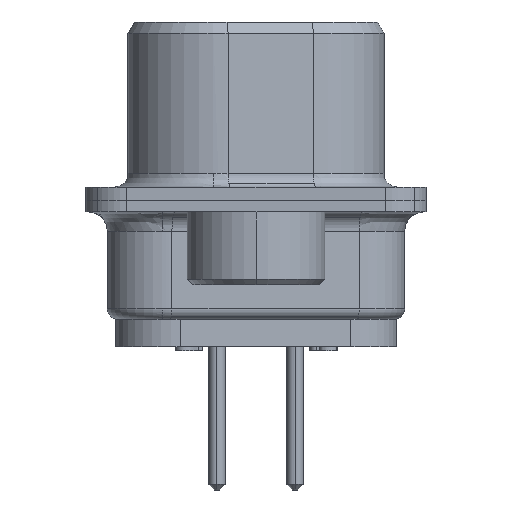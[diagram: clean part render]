
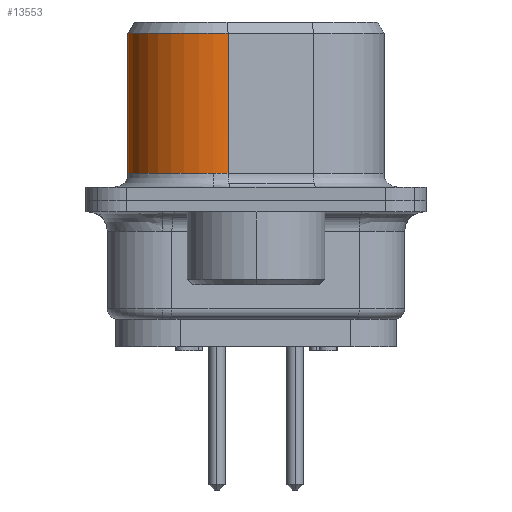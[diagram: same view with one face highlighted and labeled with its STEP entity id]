
A CAD part, left-side view. The second image highlights one B-rep face of the part: STEP entity #13553.
In plain terms, the highlighted cylindrical face has radius 3.1 mm (diameter 6.2 mm), a partial arc.
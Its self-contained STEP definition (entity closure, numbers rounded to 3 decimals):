
#12812=CARTESIAN_POINT('',(8.95,1.55,-1.0));
#12813=VERTEX_POINT('',#12812);
#12839=CARTESIAN_POINT('',(8.903,1.012,-1.0));
#12840=VERTEX_POINT('',#12839);
#12848=CARTESIAN_POINT('',(5.85,1.55,-1.0));
#12849=DIRECTION('',(0.0,0.0,1.0));
#12850=DIRECTION('',(0.766,0.643,0.0));
#12851=AXIS2_PLACEMENT_3D('',#12848,#12849,#12850);
#12852=CIRCLE('',#12851,3.1);
#12853=EDGE_CURVE('',#12840,#12813,#12852,.T.);
#13223=CARTESIAN_POINT('',(5.85,4.65,-6.1));
#13224=VERTEX_POINT('',#13223);
#13263=CARTESIAN_POINT('',(8.903,1.012,-6.1));
#13264=VERTEX_POINT('',#13263);
#13281=CARTESIAN_POINT('',(5.85,1.55,-6.1));
#13282=DIRECTION('',(0.0,0.0,-1.));
#13283=DIRECTION('',(0.985,-0.174,0.0));
#13284=AXIS2_PLACEMENT_3D('',#13281,#13282,#13283);
#13285=CIRCLE('',#13284,3.1);
#13286=EDGE_CURVE('',#13224,#13264,#13285,.T.);
#13512=CARTESIAN_POINT('',(8.903,1.012,-1.0));
#13513=DIRECTION('',(0.0,0.0,-1.0));
#13514=VECTOR('',#13513,5.1);
#13515=LINE('',#13512,#13514);
#13516=EDGE_CURVE('',#12840,#13264,#13515,.T.);
#13528=CARTESIAN_POINT('',(5.85,1.55,0.0));
#13529=DIRECTION('',(0.0,0.0,-1.0));
#13530=DIRECTION('',(0.985,-0.174,0.0));
#13531=AXIS2_PLACEMENT_3D('',#13528,#13529,#13530);
#13532=CYLINDRICAL_SURFACE('',#13531,3.1);
#13533=ORIENTED_EDGE('',*,*,#13286,.F.);
#13534=CARTESIAN_POINT('',(5.85,4.65,-1.0));
#13535=VERTEX_POINT('',#13534);
#13536=CARTESIAN_POINT('',(5.85,4.65,-1.0));
#13537=DIRECTION('',(0.0,0.0,-1.0));
#13538=VECTOR('',#13537,5.1);
#13539=LINE('',#13536,#13538);
#13540=EDGE_CURVE('',#13535,#13224,#13539,.T.);
#13541=ORIENTED_EDGE('',*,*,#13540,.F.);
#13542=CARTESIAN_POINT('',(5.85,1.55,-1.0));
#13543=DIRECTION('',(0.0,0.0,1.0));
#13544=DIRECTION('',(0.766,0.643,0.0));
#13545=AXIS2_PLACEMENT_3D('',#13542,#13543,#13544);
#13546=CIRCLE('',#13545,3.1);
#13547=EDGE_CURVE('',#12813,#13535,#13546,.T.);
#13548=ORIENTED_EDGE('',*,*,#13547,.F.);
#13549=ORIENTED_EDGE('',*,*,#12853,.F.);
#13550=ORIENTED_EDGE('',*,*,#13516,.T.);
#13551=EDGE_LOOP('',(#13533,#13541,#13548,#13549,#13550));
#13552=FACE_OUTER_BOUND('',#13551,.T.);
#13553=ADVANCED_FACE('',(#13552),#13532,.T.);
